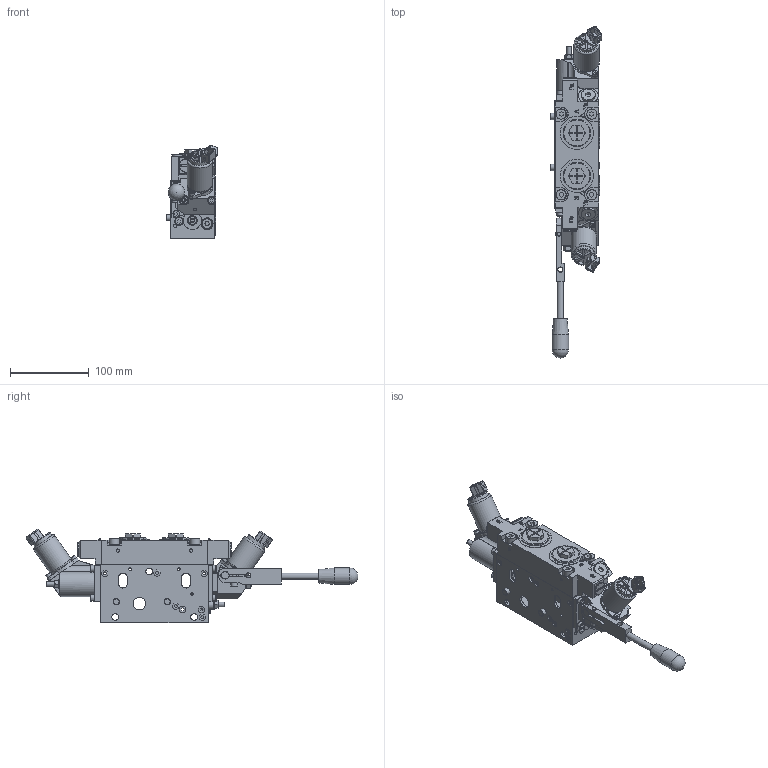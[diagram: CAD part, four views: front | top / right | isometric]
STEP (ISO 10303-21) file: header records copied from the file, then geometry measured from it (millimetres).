
FILE_DESCRIPTION(/* description */ ('Unknown'),/* implementation_level */ '2;1');
FILE_NAME(/* name */ '1448233_16KF - SHEBM C 120_120 - SFYF_step',/* time_stamp */ '2021-02-24T09:44:50+01:00',/* author */ ('Unknown'),/* organization */ ('Unknown'),/* preprocessor_version */ 'ST-DEVELOPER v16.7',/* originating_system */ 'DEX',/* authorisation */ $);
FILE_SCHEMA (('AUTOMOTIVE_DESIGN {1 0 10303 214 3 1 1}'));
Products named in the file (139): 1448233_16KF - SHEBM C 120_120 - SFYF_000199212; 1444052_ANSCHLUSSPLATTE AP 16 SFY_000199094_oa_0; 1444527_VENTILGEHAUSE AP16 PROTALLOY_000199208_oa_1; 1441593_O-Ring Träger 5mm_000191022; 1441706_DUESE_000194999_oa_2; 1441734_O-RING_000195083_oa_3; 1441706_DUESE_000194999_oa_4; 1441664_DUESE_000194736_oa_5; SK 550- 040 4,0_oa_6; 1441813_O-RING_000195037; SK 550- 040 4,0_oa_7; SK 550- 040 4,0_oa_8; 1441707_O-RING_000194656; 1441707_O-RING_000194656_oa_9; 1441707_O-RING_000194656_oa_10; 1441731_O-RING_000195000_oa_11; 1441731_O-RING_000195000_oa_12; 1441731_O-RING_000195000_oa_13; 1441731_O-RING_000195000_oa_14; 1441732_O-RING_000195006; 1332274_O-Ring_000151341; Teil  AAB 4069_oa_15; SK 550- 040 4,0; SK 550- 040 4,0_oa_16; SK 550- 040 4,0_oa_17; SK 550- 040 4,0_oa_18; SK 550- 040 4,0_oa_19; SK 550- 040 4,0_oa_20; SK 550- 040 4,0_oa_21; SK 550- 040 4,0_oa_22; SK 550- 040 4,0_oa_23; SK 550- 040 4,0_oa_24; 1444517_STOPFEN PROTALLOY_000199095_oa_25; 1444518_STOPFEN PROTALLOY_000199127_oa_26; 1441792_Regelkolben MDM_000190912_oa_27; 1441786_Federdeckel_000190898_oa_28; 1441787_Halteplatte MDM_000190901_oa_29; 1435325_DRUCKWAAGENFEDER STRAK_000199146_oa_30; EO Verschluss-Stopfen fuer Einschraubloecher VSTI1_8EDCF_oa_31; 1441734_O-RING_000195083_oa_32 ...
Assembly tree (160 placements, depth 4):
  1448233_16KF - SHEBM C 120_120 - SFYF_000199212
    1444052_ANSCHLUSSPLATTE AP 16 SFY_000199094_oa_0
      1444527_VENTILGEHAUSE AP16 PROTALLOY_000199208_oa_1
      1441593_O-Ring Träger 5mm_000191022  x2
      1441706_DUESE_000194999_oa_2
      1441734_O-RING_000195083_oa_3
      1441706_DUESE_000194999_oa_4
      1441664_DUESE_000194736_oa_5
      SK 550- 040 4,0_oa_6
      1441813_O-RING_000195037  x2
      SK 550- 040 4,0_oa_7
      SK 550- 040 4,0_oa_8
      1441707_O-RING_000194656  x11
      1441707_O-RING_000194656_oa_9
      1441707_O-RING_000194656_oa_10
      1441731_O-RING_000195000_oa_11
      1441731_O-RING_000195000_oa_12
      1441731_O-RING_000195000_oa_13
      1441731_O-RING_000195000_oa_14
      1441732_O-RING_000195006
      1332274_O-Ring_000151341  x2
      Teil  AAB 4069_oa_15
      SK 550- 040 4,0  x3
      SK 550- 040 4,0_oa_16
      SK 550- 040 4,0_oa_17
      SK 550- 040 4,0_oa_18
      SK 550- 040 4,0_oa_19
      SK 550- 040 4,0_oa_20
      SK 550- 040 4,0_oa_21
      SK 550- 040 4,0_oa_22
      SK 550- 040 4,0_oa_23
      SK 550- 040 4,0_oa_24
      1444517_STOPFEN PROTALLOY_000199095_oa_25
      1444518_STOPFEN PROTALLOY_000199127_oa_26
      1441792_Regelkolben MDM_000190912_oa_27
      1441786_Federdeckel_000190898_oa_28
      1441787_Halteplatte MDM_000190901_oa_29
      1435325_DRUCKWAAGENFEDER STRAK_000199146_oa_30
      EO Verschluss-Stopfen fuer Einschraubloecher VSTI1_8EDCF_oa_31
      1441734_O-RING_000195083_oa_32
      EO Verschluss-Stopfen fuer Einschraubloecher VSTI1_8EDCF_oa_33
      mutter  aaa 9493
      Ventil  AAB 3149_oa_34
        WRVCG-04_oa_35
        Ring  AAB 3146_oa_36
        Ring  AAB 3146_oa_37
        Ring  AAB 3148_oa_38
      1428617_ZYLINDERSTIFT_000195338_oa_39
      1428617_ZYLINDERSTIFT_000195087_oa_40
      Ventil  AAB 3149_oa_41
        WRVCG-04_oa_42
        Ring  AAB 3146_oa_43
        Ring  AAB 3146_oa_44
        Ring  AAB 3148_oa_45
      1428617_ZYLINDERSTIFT_000195338_oa_46
      1441798_Kegelstopfen_000193366_oa_47
      scheibe  aab 0526
      1441797_ZYLINDERKOPFSCHRAUBE_000195034_oa_48
      1441740_STUETZRING_000195019_oa_49
      1441740_STUETZRING_000195019_oa_50
Bounding box: 65.76 x 420.65 x 118.7 mm (x, y, z)
Volume: 394618.8 mm3; surface area: 216172.9 mm2
Topology: 106 solids, 106 shells, 1827 faces, 4479 edges, 2929 vertices
Faces by surface type: plane 1065, cylinder 434, cone 176, torus 107, bspline 32, sphere 13
Full cylindrical faces by diameter (mm): 1.567 x2, 1.78 x1, 2.52 x2, 3 x15, 3.242 x5, 3.5 x6, 4 x62, 4.019 x1, 4.134 x5, 4.3 x4, 4.5 x1, 4.917 x7, 5 x14, 5.1 x1, 5.2 x1, 5.3 x5, 6 x5, 6.647 x3, 6.7 x1, 7 x4, 7.8 x11, 8 x10, 8.3 x1, 8.5 x13, 8.566 x1, 9.728 x1, 10 x2, 11 x2, 11.15 x1, 11.8 x1
Entity records: 61446 total; most frequent: CARTESIAN_POINT 11892, DIRECTION 8325, ORIENTED_EDGE 7504, EDGE_CURVE 3752, AXIS2_PLACEMENT_3D 3071, VERTEX_POINT 2671, FACE_BOUND 2465, EDGE_LOOP 2454
